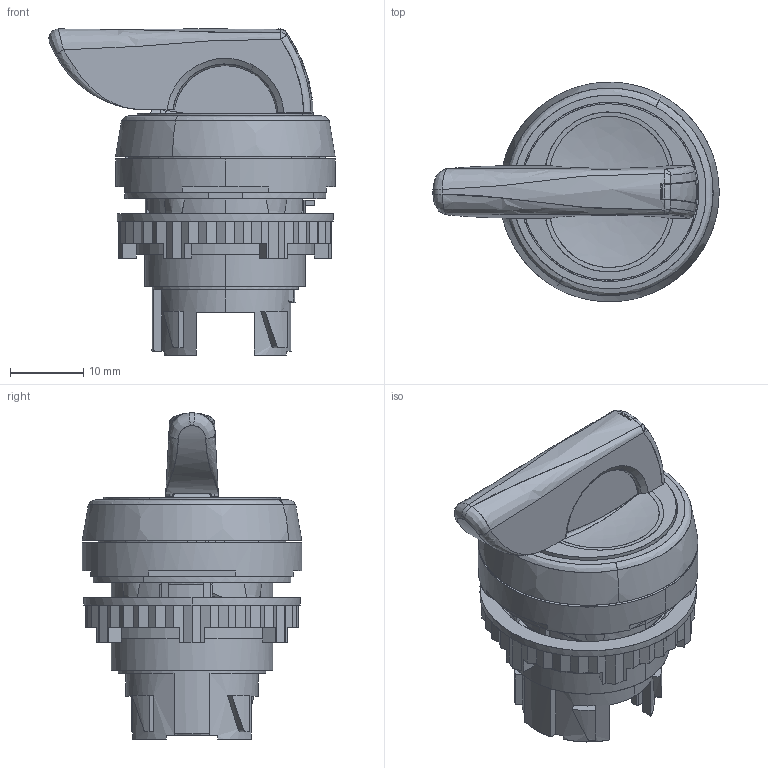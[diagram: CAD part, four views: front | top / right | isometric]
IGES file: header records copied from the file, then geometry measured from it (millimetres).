
Start section: START RECORD GO HERE.
Global section: file name: L21ML30.igs; native system: DASSAULT SYSTEMES CATIA Version 5-6 Release 2014 - www.3ds.com; preprocessor: V5-6R2014_5.24.4.0.09-01-2014.20.00; author: fantini; organization: EU; date: 20180314.163112; units: millimetre
Bounding box: 38.97 x 29.9 x 44.4 mm (x, y, z)
Surface area: 16295.8 mm2 (no closed solid volume)
Topology: 0 solids, 0 shells, 1186 faces, 6664 edges, 6649 vertices
Faces by surface type: bspline 1186
